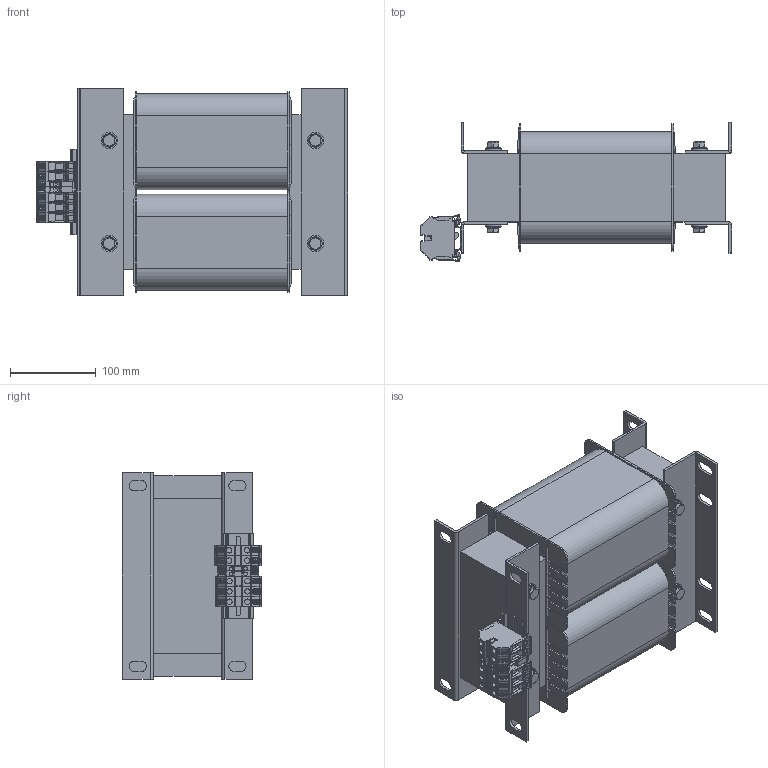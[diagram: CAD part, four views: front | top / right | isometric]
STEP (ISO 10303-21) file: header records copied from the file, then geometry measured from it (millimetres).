
FILE_DESCRIPTION(/* description */ (''),/* implementation_level */ '2;1');
FILE_NAME(/* name */ 'TD003103220.stp',/* time_stamp */ '2024-01-22T12:27:36+01:00',/* author */ ('velazquez'),/* organization */ (''),/* preprocessor_version */ 'ST-DEVELOPER v19.2',/* originating_system */ 'Autodesk Inventor 2023',/* authorisation */ '');
FILE_SCHEMA (('AUTOMOTIVE_DESIGN { 1 0 10303 214 3 1 1 }'));
Length unit declared in the file: millimetre
Products named in the file (13): TD003103220; UI300 x 180 - 80 (Rc60); RC 60 UI INFERIOR; RC 60 UI SUPERIOR; centrador M8; DIN 125 - A 8,4; DIN 933 - M8  x 100; DIN 934 - M8; UI 180_80_BOBINADO; carril 4 agujeros; 16_35; FICHA 16_35 AM_VE; FICHA 4
Assembly tree (39 placements, depth 2):
  TD003103220
    UI300 x 180 - 80 (Rc60)
    RC 60 UI INFERIOR  x2
    RC 60 UI SUPERIOR  x2
    centrador M8  x8
    DIN 125 - A 8,4  x8
    DIN 933 - M8  x 100  x4
    DIN 934 - M8  x4
    UI 180_80_BOBINADO  x2
    carril 4 agujeros
    16_35  x4
    FICHA 16_35 AM_VE
    FICHA 4  x2
Bounding box: 362.25 x 162.2 x 240 mm (x, y, z)
Volume: 6868833.4 mm3; surface area: 1015797 mm2
Topology: 39 solids, 55 shells, 3744 faces, 9956 edges, 6337 vertices
Faces by surface type: plane 2346, cylinder 1116, torus 104, cone 74, bspline 70, sphere 34
Full cylindrical faces by diameter (mm): 2.4 x4, 2.5 x4, 2.75 x4, 2.95 x4, 4.3 x4, 6.3 x10, 6.647 x4, 7.323 x4, 8 x12, 8.4 x8, 9.6 x8, 11.4 x4, 13 x12, 16 x8, 19 x8
Entity records: 56134 total; most frequent: CARTESIAN_POINT 13580, ORIENTED_EDGE 8552, DIRECTION 8421, EDGE_CURVE 4276, LINE 3157, VECTOR 3157, VERTEX_POINT 2741, AXIS2_PLACEMENT_3D 2632
